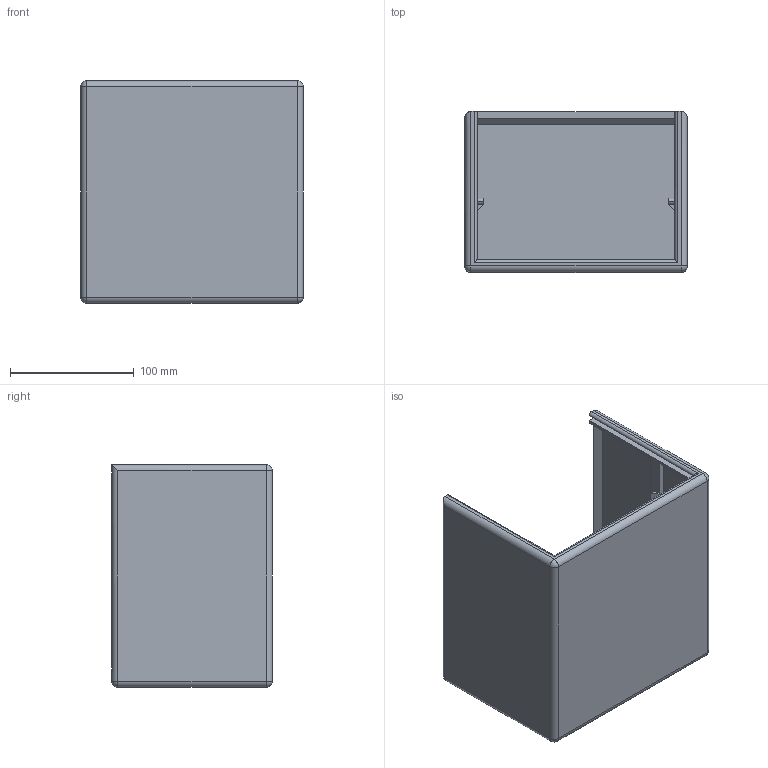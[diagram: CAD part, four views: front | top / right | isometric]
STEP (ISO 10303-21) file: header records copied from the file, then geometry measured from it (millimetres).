
FILE_DESCRIPTION (( 'STEP AP203' ), '1' );
FILE_NAME ('Box_Hauptteil.STEP', '2025-04-20T14:00:14', ( '' ), ( '' ), 'SwSTEP 2.0', 'SolidWorks 2024', '' );
FILE_SCHEMA (( 'CONFIG_CONTROL_DESIGN' ));
Length unit declared in the file: millimetre
Products named in the file (1): Box_Hauptteil
Bounding box: 180 x 130 x 180 mm (x, y, z)
Volume: 535256.6 mm3; surface area: 213246.4 mm2
Topology: 1 solids, 1 shells, 85 faces, 201 edges, 112 vertices
Faces by surface type: plane 61, cylinder 18, sphere 6
Entity records: 2384 total; most frequent: CARTESIAN_POINT 405, DIRECTION 393, ORIENTED_EDGE 390, EDGE_CURVE 195, VECTOR 161, LINE 161, AXIS2_PLACEMENT_3D 116, VERTEX_POINT 112
